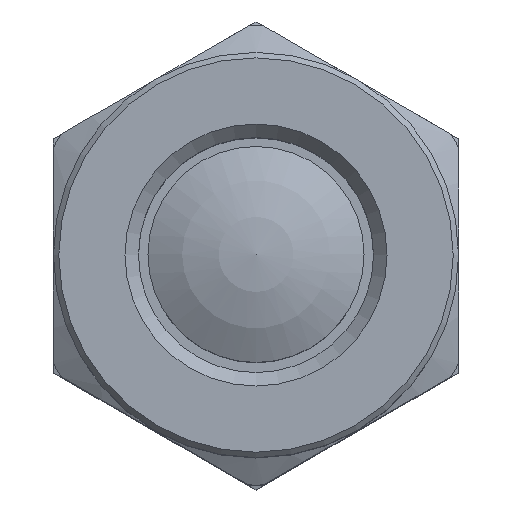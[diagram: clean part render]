
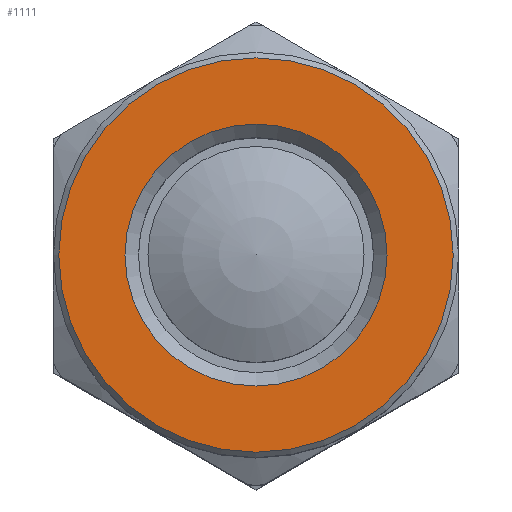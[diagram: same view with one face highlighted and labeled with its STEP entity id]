
A CAD part, top view. The second image highlights one B-rep face of the part: STEP entity #1111.
In plain terms, the highlighted face is planar.
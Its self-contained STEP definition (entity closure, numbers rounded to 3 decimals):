
#355=ORIENTED_EDGE('',*,*,#617,.F.);
#356=ORIENTED_EDGE('',*,*,#618,.T.);
#617=EDGE_CURVE('',#731,#731,#801,.T.);
#618=EDGE_CURVE('',#732,#732,#802,.T.);
#731=VERTEX_POINT('',#2055);
#732=VERTEX_POINT('',#2057);
#801=CIRCLE('',#1267,7.3);
#802=CIRCLE('',#1268,4.85);
#876=EDGE_LOOP('',(#355));
#877=EDGE_LOOP('',(#356));
#984=FACE_BOUND('',#876,.T.);
#985=FACE_BOUND('',#877,.T.);
#1050=PLANE('',#1266);
#1111=ADVANCED_FACE('',(#984,#985),#1050,.F.);
#1266=AXIS2_PLACEMENT_3D('',#2053,#1536,#1537);
#1267=AXIS2_PLACEMENT_3D('',#2054,#1538,#1539);
#1268=AXIS2_PLACEMENT_3D('',#2056,#1540,#1541);
#1536=DIRECTION('',(1.,0.,0.));
#1537=DIRECTION('',(0.,0.,-1.));
#1538=DIRECTION('',(1.,0.,0.));
#1539=DIRECTION('',(0.,0.,-1.));
#1540=DIRECTION('',(1.,0.,0.));
#1541=DIRECTION('',(0.,0.,-1.));
#2053=CARTESIAN_POINT('',(0.,0.,0.));
#2054=CARTESIAN_POINT('',(0.,0.,0.));
#2055=CARTESIAN_POINT('',(0.,0.,-7.3));
#2056=CARTESIAN_POINT('',(0.,0.,0.));
#2057=CARTESIAN_POINT('',(0.,0.,-4.85));
